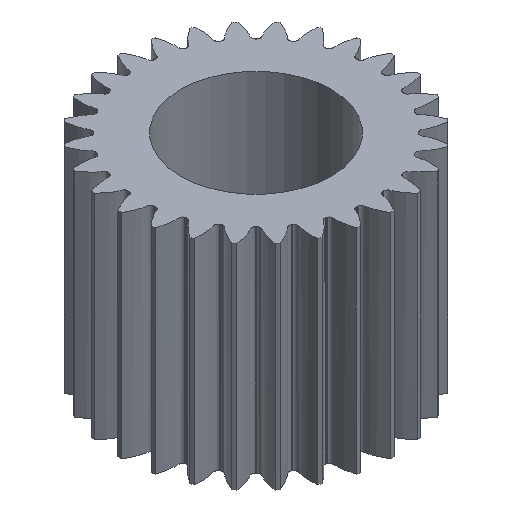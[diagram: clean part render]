
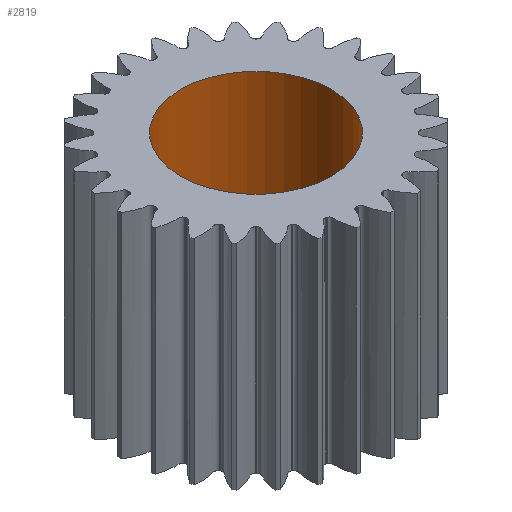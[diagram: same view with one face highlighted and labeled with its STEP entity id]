
A CAD part, isometric view. The second image highlights one B-rep face of the part: STEP entity #2819.
In plain terms, the highlighted cylindrical face has radius 6 mm (diameter 12 mm), a full revolution.
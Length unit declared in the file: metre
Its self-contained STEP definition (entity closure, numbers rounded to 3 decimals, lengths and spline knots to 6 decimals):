
#300=CIRCLE('',#2907,0.006);
#302=CIRCLE('',#2910,0.006);
#1146=ORIENTED_EDGE('',*,*,#1256,.F.);
#1147=ORIENTED_EDGE('',*,*,#1370,.F.);
#1256=EDGE_CURVE('',#1678,#1678,#300,.T.);
#1370=EDGE_CURVE('',#1765,#1765,#302,.T.);
#1678=VERTEX_POINT('',#3760);
#1765=VERTEX_POINT('',#4354);
#2500=EDGE_LOOP('',(#1146));
#2501=EDGE_LOOP('',(#1147));
#2646=FACE_BOUND('',#2500,.T.);
#2647=FACE_BOUND('',#2501,.T.);
#2676=CYLINDRICAL_SURFACE('',#2969,0.006);
#2819=ADVANCED_FACE('',(#2646,#2647),#2676,.F.);
#2907=AXIS2_PLACEMENT_3D('',#3759,#3190,#3191);
#2910=AXIS2_PLACEMENT_3D('',#4353,#3252,#3253);
#2969=AXIS2_PLACEMENT_3D('',#6657,#3512,#3513);
#3190=DIRECTION('',(0.,0.,-1.));
#3191=DIRECTION('',(-1.,0.,0.));
#3252=DIRECTION('',(0.,0.,1.));
#3253=DIRECTION('',(-1.,0.,0.));
#3512=DIRECTION('',(0.,0.,1.));
#3513=DIRECTION('',(-1.,0.,0.));
#3759=CARTESIAN_POINT('',(0.,0.,0.0085));
#3760=CARTESIAN_POINT('',(-0.006,0.,0.0085));
#4353=CARTESIAN_POINT('',(0.,0.,-0.0085));
#4354=CARTESIAN_POINT('',(-0.006,0.,-0.0085));
#6657=CARTESIAN_POINT('',(0.,0.,-0.0085));
